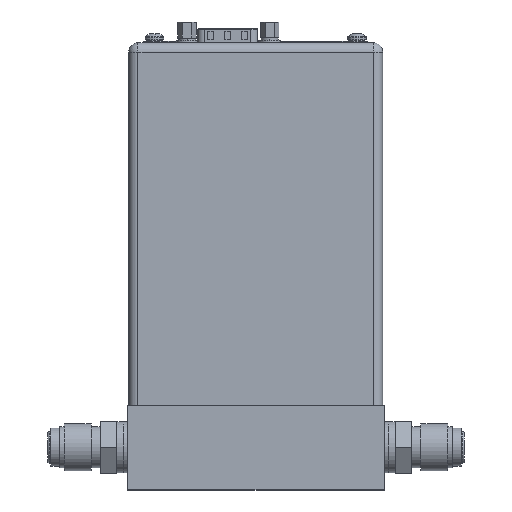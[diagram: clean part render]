
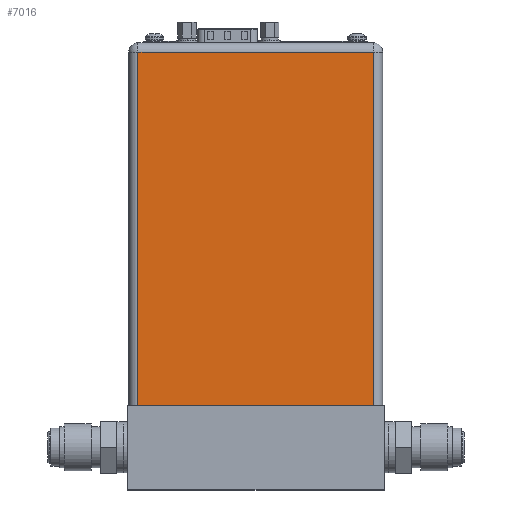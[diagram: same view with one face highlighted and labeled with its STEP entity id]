
A CAD part, top view. The second image highlights one B-rep face of the part: STEP entity #7016.
In plain terms, the highlighted planar face has unit normal (0, 0, 1).
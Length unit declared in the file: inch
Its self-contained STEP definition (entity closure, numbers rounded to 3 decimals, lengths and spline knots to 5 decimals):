
#5906=DIRECTION('',(0.,1.,0.));
#5907=VECTOR('',#5906,4.14);
#5908=CARTESIAN_POINT('',(1.3775,0.,1.425));
#5909=LINE('',#5908,#5907);
#5914=DIRECTION('',(-1.,0.,0.));
#5915=VECTOR('',#5914,2.755);
#5916=CARTESIAN_POINT('',(1.3775,0.,1.425));
#5917=LINE('',#5916,#5915);
#5922=DIRECTION('',(0.,-1.,0.));
#5923=VECTOR('',#5922,4.14);
#5924=CARTESIAN_POINT('',(-1.3775,4.14,1.425));
#5925=LINE('',#5924,#5923);
#6096=DIRECTION('',(-1.,0.,0.));
#6097=VECTOR('',#6096,2.755);
#6098=CARTESIAN_POINT('',(1.3775,4.14,1.425));
#6099=LINE('',#6098,#6097);
#6702=CARTESIAN_POINT('',(1.3775,0.,1.425));
#6704=VERTEX_POINT('',#6702);
#6716=CARTESIAN_POINT('',(-1.3775,0.,1.425));
#6717=VERTEX_POINT('',#6716);
#6874=CARTESIAN_POINT('',(1.3775,4.14,1.425));
#6875=VERTEX_POINT('',#6874);
#6876=CARTESIAN_POINT('',(-1.3775,4.14,1.425));
#6877=VERTEX_POINT('',#6876);
#7003=CARTESIAN_POINT('',(-1.4875,0.,1.425));
#7004=DIRECTION('',(0.,0.,1.));
#7005=DIRECTION('',(1.,0.,0.));
#7006=AXIS2_PLACEMENT_3D('',#7003,#7004,#7005);
#7007=PLANE('',#7006);
#7008=ORIENTED_EDGE('',*,*,#6994,.F.);
#7009=ORIENTED_EDGE('',*,*,#6965,.T.);
#7011=ORIENTED_EDGE('',*,*,#7010,.F.);
#7013=ORIENTED_EDGE('',*,*,#7012,.F.);
#7014=EDGE_LOOP('',(#7008,#7009,#7011,#7013));
#7015=FACE_OUTER_BOUND('',#7014,.F.);
#7016=ADVANCED_FACE('',(#7015),#7007,.T.);
#6965=EDGE_CURVE('',#6704,#6717,#5917,.T.);
#6994=EDGE_CURVE('',#6704,#6875,#5909,.T.);
#7010=EDGE_CURVE('',#6877,#6717,#5925,.T.);
#7012=EDGE_CURVE('',#6875,#6877,#6099,.T.);
